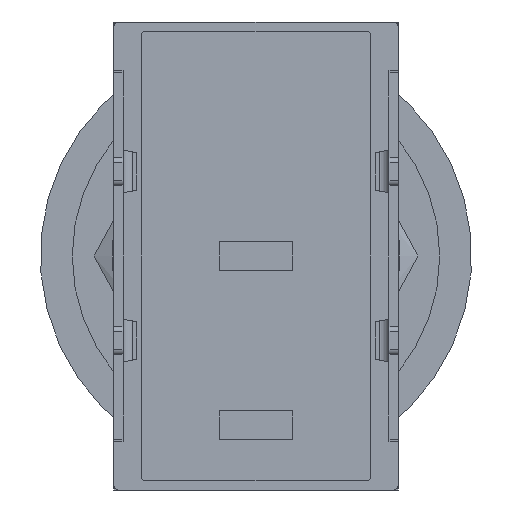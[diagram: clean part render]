
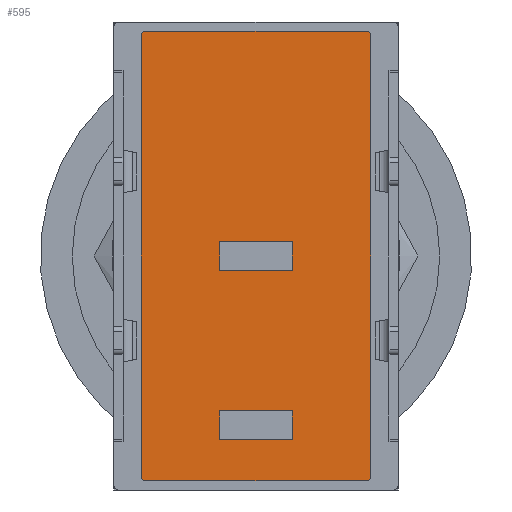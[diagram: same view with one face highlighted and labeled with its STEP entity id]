
A CAD part, front view. The second image highlights one B-rep face of the part: STEP entity #595.
In plain terms, the highlighted planar face has unit normal (0, -1, 0).
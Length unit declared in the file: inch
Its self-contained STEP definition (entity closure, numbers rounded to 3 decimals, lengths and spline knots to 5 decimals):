
#595 = ADVANCED_FACE( '', ( #1020, #1021, #1022 ), #1023, .F. );
#1020 = FACE_BOUND( '', #1475, .T. );
#1021 = FACE_BOUND( '', #1476, .T. );
#1022 = FACE_OUTER_BOUND( '', #1477, .T. );
#1023 = PLANE( '', #1478 );
#1475 = EDGE_LOOP( '', ( #3121, #3122, #3123, #3124 ) );
#1476 = EDGE_LOOP( '', ( #3125, #3126, #3127, #3128 ) );
#1477 = EDGE_LOOP( '', ( #3129, #3130, #3131, #3132, #3133, #3134, #3135, #3136 ) );
#1478 = AXIS2_PLACEMENT_3D( '', #3137, #3138, #3139 );
#3121 = ORIENTED_EDGE( '', *, *, #3823, .F. );
#3122 = ORIENTED_EDGE( '', *, *, #3824, .F. );
#3123 = ORIENTED_EDGE( '', *, *, #3825, .T. );
#3124 = ORIENTED_EDGE( '', *, *, #3826, .T. );
#3125 = ORIENTED_EDGE( '', *, *, #3827, .F. );
#3126 = ORIENTED_EDGE( '', *, *, #3828, .F. );
#3127 = ORIENTED_EDGE( '', *, *, #3829, .T. );
#3128 = ORIENTED_EDGE( '', *, *, #3830, .T. );
#3129 = ORIENTED_EDGE( '', *, *, #3809, .F. );
#3130 = ORIENTED_EDGE( '', *, *, #3821, .F. );
#3131 = ORIENTED_EDGE( '', *, *, #3803, .F. );
#3132 = ORIENTED_EDGE( '', *, *, #3799, .F. );
#3133 = ORIENTED_EDGE( '', *, *, #3806, .F. );
#3134 = ORIENTED_EDGE( '', *, *, #3819, .F. );
#3135 = ORIENTED_EDGE( '', *, *, #3816, .F. );
#3136 = ORIENTED_EDGE( '', *, *, #3813, .F. );
#3137 = CARTESIAN_POINT( '', ( -0.12038, 0., 0.24088 ) );
#3138 = DIRECTION( '', ( 0., 1., 0. ) );
#3139 = DIRECTION( '', ( 0., 0., 1. ) );
#3799 = EDGE_CURVE( '', #4692, #4693, #4694, .T. );
#3803 = EDGE_CURVE( '', #4693, #4700, #4701, .T. );
#3806 = EDGE_CURVE( '', #4705, #4692, #4706, .T. );
#3809 = EDGE_CURVE( '', #4710, #4711, #4712, .T. );
#3813 = EDGE_CURVE( '', #4711, #4718, #4719, .T. );
#3816 = EDGE_CURVE( '', #4718, #4723, #4724, .T. );
#3819 = EDGE_CURVE( '', #4723, #4705, #4728, .T. );
#3821 = EDGE_CURVE( '', #4700, #4710, #4730, .T. );
#3823 = EDGE_CURVE( '', #4732, #4733, #4734, .T. );
#3824 = EDGE_CURVE( '', #4735, #4732, #4736, .T. );
#3825 = EDGE_CURVE( '', #4735, #4737, #4738, .T. );
#3826 = EDGE_CURVE( '', #4737, #4733, #4739, .T. );
#3827 = EDGE_CURVE( '', #4740, #4741, #4742, .T. );
#3828 = EDGE_CURVE( '', #4743, #4740, #4744, .T. );
#3829 = EDGE_CURVE( '', #4743, #4745, #4746, .T. );
#3830 = EDGE_CURVE( '', #4745, #4741, #4747, .T. );
#4692 = VERTEX_POINT( '', #6081 );
#4693 = VERTEX_POINT( '', #6082 );
#4694 = CIRCLE( '', #6083, 0.00512 );
#4700 = VERTEX_POINT( '', #6091 );
#4701 = LINE( '', #6092, #6093 );
#4705 = VERTEX_POINT( '', #6099 );
#4706 = LINE( '', #6100, #6101 );
#4710 = VERTEX_POINT( '', #6107 );
#4711 = VERTEX_POINT( '', #6108 );
#4712 = LINE( '', #6109, #6110 );
#4718 = VERTEX_POINT( '', #6119 );
#4719 = CIRCLE( '', #6120, 0.00512 );
#4723 = VERTEX_POINT( '', #6125 );
#4724 = LINE( '', #6126, #6127 );
#4728 = CIRCLE( '', #6133, 0.00512 );
#4730 = CIRCLE( '', #6135, 0.00512 );
#4732 = VERTEX_POINT( '', #6137 );
#4733 = VERTEX_POINT( '', #6138 );
#4734 = LINE( '', #6139, #6140 );
#4735 = VERTEX_POINT( '', #6141 );
#4736 = LINE( '', #6142, #6143 );
#4737 = VERTEX_POINT( '', #6144 );
#4738 = LINE( '', #6145, #6146 );
#4739 = LINE( '', #6147, #6148 );
#4740 = VERTEX_POINT( '', #6149 );
#4741 = VERTEX_POINT( '', #6150 );
#4742 = LINE( '', #6151, #6152 );
#4743 = VERTEX_POINT( '', #6153 );
#4744 = LINE( '', #6154, #6155 );
#4745 = VERTEX_POINT( '', #6156 );
#4746 = LINE( '', #6157, #6158 );
#4747 = LINE( '', #6159, #6160 );
#6081 = CARTESIAN_POINT( '', ( 0.1255, 0., -0.24088 ) );
#6082 = CARTESIAN_POINT( '', ( 0.12038, 0., -0.246 ) );
#6083 = AXIS2_PLACEMENT_3D( '', #6957, #6958, #6959 );
#6091 = CARTESIAN_POINT( '', ( -0.12038, 0., -0.246 ) );
#6092 = CARTESIAN_POINT( '', ( 0.12038, 0., -0.246 ) );
#6093 = VECTOR( '', #6965, 39.37008 );
#6099 = CARTESIAN_POINT( '', ( 0.1255, 0., 0.24088 ) );
#6100 = CARTESIAN_POINT( '', ( 0.1255, 0., 0.24088 ) );
#6101 = VECTOR( '', #6968, 39.37008 );
#6107 = CARTESIAN_POINT( '', ( -0.1255, 0., -0.24088 ) );
#6108 = CARTESIAN_POINT( '', ( -0.1255, 0., 0.24088 ) );
#6109 = CARTESIAN_POINT( '', ( -0.1255, 0., -0.24088 ) );
#6110 = VECTOR( '', #6971, 39.37008 );
#6119 = CARTESIAN_POINT( '', ( -0.12038, 0., 0.246 ) );
#6120 = AXIS2_PLACEMENT_3D( '', #6975, #6976, #6977 );
#6125 = CARTESIAN_POINT( '', ( 0.12038, 0., 0.246 ) );
#6126 = CARTESIAN_POINT( '', ( -0.12038, 0., 0.246 ) );
#6127 = VECTOR( '', #6982, 39.37008 );
#6133 = AXIS2_PLACEMENT_3D( '', #6985, #6986, #6987 );
#6135 = AXIS2_PLACEMENT_3D( '', #6991, #6992, #6993 );
#6137 = CARTESIAN_POINT( '', ( -0.0395, 0., 0.0155 ) );
#6138 = CARTESIAN_POINT( '', ( -0.0395, 0., -0.0155 ) );
#6139 = CARTESIAN_POINT( '', ( -0.0395, 0., 0.0155 ) );
#6140 = VECTOR( '', #6997, 39.37008 );
#6141 = CARTESIAN_POINT( '', ( 0.0395, 0., 0.0155 ) );
#6142 = CARTESIAN_POINT( '', ( 0.0395, 0., 0.0155 ) );
#6143 = VECTOR( '', #6998, 39.37008 );
#6144 = CARTESIAN_POINT( '', ( 0.0395, 0., -0.0155 ) );
#6145 = CARTESIAN_POINT( '', ( 0.0395, 0., 0.0155 ) );
#6146 = VECTOR( '', #6999, 39.37008 );
#6147 = CARTESIAN_POINT( '', ( 0.0395, 0., -0.0155 ) );
#6148 = VECTOR( '', #7000, 39.37008 );
#6149 = CARTESIAN_POINT( '', ( -0.0395, 0., -0.1695 ) );
#6150 = CARTESIAN_POINT( '', ( -0.0395, 0., -0.2005 ) );
#6151 = CARTESIAN_POINT( '', ( -0.0395, 0., -0.1695 ) );
#6152 = VECTOR( '', #7001, 39.37008 );
#6153 = CARTESIAN_POINT( '', ( 0.0395, 0., -0.1695 ) );
#6154 = CARTESIAN_POINT( '', ( 0.0395, 0., -0.1695 ) );
#6155 = VECTOR( '', #7002, 39.37008 );
#6156 = CARTESIAN_POINT( '', ( 0.0395, 0., -0.2005 ) );
#6157 = CARTESIAN_POINT( '', ( 0.0395, 0., -0.1695 ) );
#6158 = VECTOR( '', #7003, 39.37008 );
#6159 = CARTESIAN_POINT( '', ( 0.0395, 0., -0.2005 ) );
#6160 = VECTOR( '', #7004, 39.37008 );
#6957 = CARTESIAN_POINT( '', ( 0.12038, 0., -0.24088 ) );
#6958 = DIRECTION( '', ( 0., 1., 0. ) );
#6959 = DIRECTION( '', ( 1., 0., 0. ) );
#6965 = DIRECTION( '', ( -1., 0., 0. ) );
#6968 = DIRECTION( '', ( 0., 0., -1. ) );
#6971 = DIRECTION( '', ( 0., 0., 1. ) );
#6975 = CARTESIAN_POINT( '', ( -0.12038, 0., 0.24088 ) );
#6976 = DIRECTION( '', ( 0., 1., 0. ) );
#6977 = DIRECTION( '', ( 1., 0., 0. ) );
#6982 = DIRECTION( '', ( 1., 0., 0. ) );
#6985 = CARTESIAN_POINT( '', ( 0.12038, 0., 0.24088 ) );
#6986 = DIRECTION( '', ( 0., 1., 0. ) );
#6987 = DIRECTION( '', ( 1., 0., 0. ) );
#6991 = CARTESIAN_POINT( '', ( -0.12038, 0., -0.24088 ) );
#6992 = DIRECTION( '', ( 0., 1., 0. ) );
#6993 = DIRECTION( '', ( 1., 0., 0. ) );
#6997 = DIRECTION( '', ( 0., 0., -1. ) );
#6998 = DIRECTION( '', ( -1., 0., 0. ) );
#6999 = DIRECTION( '', ( 0., 0., -1. ) );
#7000 = DIRECTION( '', ( -1., 0., 0. ) );
#7001 = DIRECTION( '', ( 0., 0., -1. ) );
#7002 = DIRECTION( '', ( -1., 0., 0. ) );
#7003 = DIRECTION( '', ( 0., 0., -1. ) );
#7004 = DIRECTION( '', ( -1., 0., 0. ) );
